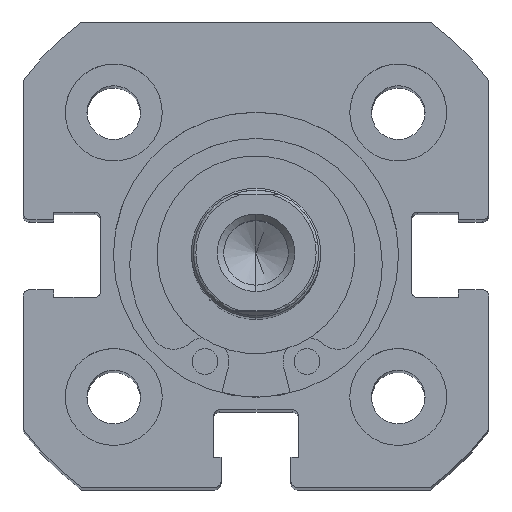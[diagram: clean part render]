
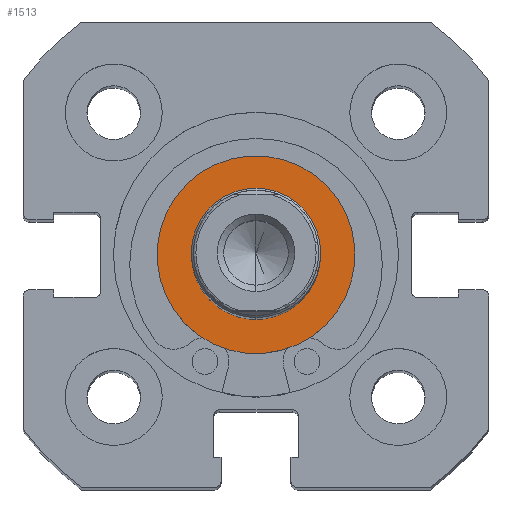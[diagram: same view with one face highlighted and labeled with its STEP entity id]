
A CAD part, top view. The second image highlights one B-rep face of the part: STEP entity #1513.
In plain terms, the highlighted face is planar.
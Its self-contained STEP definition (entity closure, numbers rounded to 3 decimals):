
#166 = DIRECTION ( 'NONE',  ( -1., 0., 0. ) ) ;
#205 = DIRECTION ( 'NONE',  ( 0., 0., 1. ) ) ;
#209 = DIRECTION ( 'NONE',  ( -1., 0., 0. ) ) ;
#212 = CARTESIAN_POINT ( 'NONE',  ( 0., 0., 0. ) ) ;
#214 = CARTESIAN_POINT ( 'NONE',  ( 0., 0., 0. ) ) ;
#257 = DIRECTION ( 'NONE',  ( 0., 0., 1. ) ) ;
#270 = DIRECTION ( 'NONE',  ( 0., 0., 1. ) ) ;
#271 = DIRECTION ( 'NONE',  ( -1., 0., 0. ) ) ;
#279 = CARTESIAN_POINT ( 'NONE',  ( 0., 0., 0. ) ) ;
#449 = DIRECTION ( 'NONE',  ( 0., 0., 1. ) ) ;
#450 = DIRECTION ( 'NONE',  ( -1., 0., 0. ) ) ;
#452 = CARTESIAN_POINT ( 'NONE',  ( 0., 0., 0. ) ) ;
#1278 = CARTESIAN_POINT ( 'NONE',  ( 0., 0., 7.65 ) ) ;
#1300 = CARTESIAN_POINT ( 'NONE',  ( 0., 0., -7.65 ) ) ;
#1304 = CARTESIAN_POINT ( 'NONE',  ( 0., 0., -5. ) ) ;
#1314 = CARTESIAN_POINT ( 'NONE',  ( 0., 0., 5. ) ) ;
#1513 = ADVANCED_FACE ( 'NONE', ( #3292, #3288 ), #4526, .F. ) ;
#2433 = VERTEX_POINT ( 'NONE', #1314 ) ;
#2435 = VERTEX_POINT ( 'NONE', #1304 ) ;
#2446 = VERTEX_POINT ( 'NONE', #1300 ) ;
#2449 = ORIENTED_EDGE ( 'NONE', *, *, #5390, .T. ) ;
#2453 = VERTEX_POINT ( 'NONE', #1278 ) ;
#2455 = ORIENTED_EDGE ( 'NONE', *, *, #5401, .T. ) ;
#2583 = ORIENTED_EDGE ( 'NONE', *, *, #5337, .F. ) ;
#2931 = EDGE_LOOP ( 'NONE', ( #2455, #2449 ) ) ;
#2934 = EDGE_LOOP ( 'NONE', ( #2583, #3574 ) ) ;
#3288 = FACE_OUTER_BOUND ( 'NONE', #2931, .T. ) ;
#3292 = FACE_BOUND ( 'NONE', #2934, .T. ) ;
#3574 = ORIENTED_EDGE ( 'NONE', *, *, #5405, .F. ) ;
#3682 = CIRCLE ( 'NONE', #5974, 5. ) ;
#3759 = CIRCLE ( 'NONE', #6003, 7.65 ) ;
#4524 = DIRECTION ( 'NONE',  ( 0., 0., -1. ) ) ;
#4525 = DIRECTION ( 'NONE',  ( 1., 0., 0. ) ) ;
#4526 = PLANE ( 'NONE',  #5815 ) ;
#4533 = CARTESIAN_POINT ( 'NONE',  ( 0., 7.65, 0. ) ) ;
#4760 = CIRCLE ( 'NONE', #6006, 7.65 ) ;
#4766 = CIRCLE ( 'NONE', #6010, 5. ) ;
#5337 = EDGE_CURVE ( 'NONE', #2433, #2435, #3682, .T. ) ;
#5390 = EDGE_CURVE ( 'NONE', #2446, #2453, #3759, .T. ) ;
#5401 = EDGE_CURVE ( 'NONE', #2453, #2446, #4760, .T. ) ;
#5405 = EDGE_CURVE ( 'NONE', #2435, #2433, #4766, .T. ) ;
#5815 = AXIS2_PLACEMENT_3D ( 'NONE', #4533, #4525, #4524 ) ;
#5974 = AXIS2_PLACEMENT_3D ( 'NONE', #452, #450, #449 ) ;
#6003 = AXIS2_PLACEMENT_3D ( 'NONE', #279, #271, #270 ) ;
#6006 = AXIS2_PLACEMENT_3D ( 'NONE', #214, #209, #205 ) ;
#6010 = AXIS2_PLACEMENT_3D ( 'NONE', #212, #166, #257 ) ;
